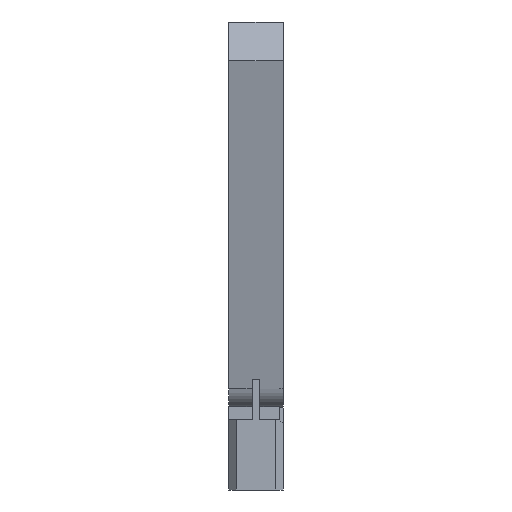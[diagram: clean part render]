
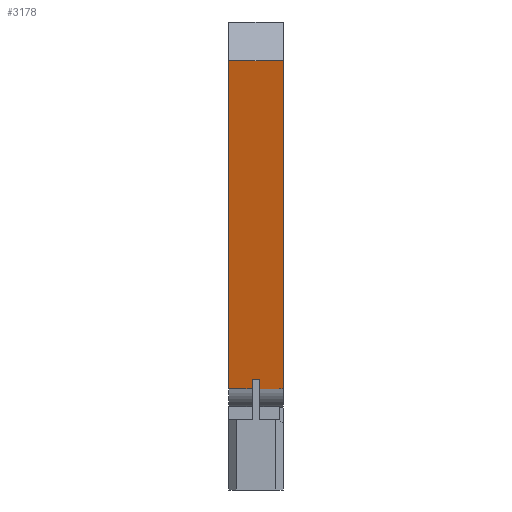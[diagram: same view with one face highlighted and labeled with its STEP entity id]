
A CAD part, left-side view. The second image highlights one B-rep face of the part: STEP entity #3178.
In plain terms, the highlighted planar face has unit normal (-0.975, 0, -0.22).
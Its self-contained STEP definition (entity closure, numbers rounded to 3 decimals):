
#94=CIRCLE('',#3368,3.304);
#95=CIRCLE('',#3369,3.304);
#148=PLANE('',#3367);
#281=FACE_OUTER_BOUND('',#438,.T.);
#438=EDGE_LOOP('',(#2515,#2516,#2517,#2518,#2519,#2520,#2521,#2522,#2523,
#2524,#2525));
#590=LINE('',#4455,#986);
#751=LINE('',#4953,#1147);
#801=LINE('',#5054,#1197);
#802=LINE('',#5056,#1198);
#803=LINE('',#5057,#1199);
#804=LINE('',#5058,#1200);
#805=LINE('',#5062,#1201);
#806=LINE('',#5064,#1202);
#807=LINE('',#5065,#1203);
#986=VECTOR('',#3546,10.);
#1147=VECTOR('',#3793,10.);
#1197=VECTOR('',#3871,10.);
#1198=VECTOR('',#3872,10.);
#1199=VECTOR('',#3873,10.);
#1200=VECTOR('',#3874,10.);
#1201=VECTOR('',#3877,10.);
#1202=VECTOR('',#3878,10.);
#1203=VECTOR('',#3879,10.);
#1415=VERTEX_POINT('',#4452);
#1416=VERTEX_POINT('',#4454);
#1578=VERTEX_POINT('',#4950);
#1579=VERTEX_POINT('',#4952);
#1614=VERTEX_POINT('',#5050);
#1615=VERTEX_POINT('',#5051);
#1616=VERTEX_POINT('',#5053);
#1617=VERTEX_POINT('',#5055);
#1618=VERTEX_POINT('',#5059);
#1619=VERTEX_POINT('',#5061);
#1620=VERTEX_POINT('',#5063);
#1733=EDGE_CURVE('',#1415,#1416,#590,.T.);
#1926=EDGE_CURVE('',#1578,#1579,#751,.T.);
#1978=EDGE_CURVE('',#1614,#1615,#94,.T.);
#1979=EDGE_CURVE('',#1616,#1614,#801,.T.);
#1980=EDGE_CURVE('',#1616,#1617,#802,.T.);
#1981=EDGE_CURVE('',#1579,#1617,#803,.T.);
#1982=EDGE_CURVE('',#1578,#1416,#804,.T.);
#1983=EDGE_CURVE('',#1618,#1415,#95,.T.);
#1984=EDGE_CURVE('',#1619,#1618,#805,.T.);
#1985=EDGE_CURVE('',#1619,#1620,#806,.T.);
#1986=EDGE_CURVE('',#1615,#1620,#807,.T.);
#2515=ORIENTED_EDGE('',*,*,#1978,.F.);
#2516=ORIENTED_EDGE('',*,*,#1979,.F.);
#2517=ORIENTED_EDGE('',*,*,#1980,.T.);
#2518=ORIENTED_EDGE('',*,*,#1981,.F.);
#2519=ORIENTED_EDGE('',*,*,#1926,.F.);
#2520=ORIENTED_EDGE('',*,*,#1982,.T.);
#2521=ORIENTED_EDGE('',*,*,#1733,.F.);
#2522=ORIENTED_EDGE('',*,*,#1983,.F.);
#2523=ORIENTED_EDGE('',*,*,#1984,.F.);
#2524=ORIENTED_EDGE('',*,*,#1985,.T.);
#2525=ORIENTED_EDGE('',*,*,#1986,.F.);
#3178=ADVANCED_FACE('',(#281),#148,.T.);
#3367=AXIS2_PLACEMENT_3D('',#5049,#3867,#3868);
#3368=AXIS2_PLACEMENT_3D('',#5052,#3869,#3870);
#3369=AXIS2_PLACEMENT_3D('',#5060,#3875,#3876);
#3546=DIRECTION('',(0.,1.,0.));
#3793=DIRECTION('',(0.,-1.,0.));
#3867=DIRECTION('center_axis',(-0.975,0.,
-0.22));
#3868=DIRECTION('ref_axis',(0.22,0.,-0.975));
#3869=DIRECTION('center_axis',(0.,1.,0.));
#3870=DIRECTION('ref_axis',(-0.975,0.,-0.22));
#3871=DIRECTION('',(0.,1.,0.));
#3872=DIRECTION('',(0.,-1.,0.));
#3873=DIRECTION('',(0.22,0.,-0.975));
#3874=DIRECTION('',(0.22,0.,-0.975));
#3875=DIRECTION('center_axis',(0.,-1.,0.));
#3876=DIRECTION('ref_axis',(-0.975,0.,-0.22));
#3877=DIRECTION('',(0.22,0.,-0.975));
#3878=DIRECTION('',(0.,-1.,0.));
#3879=DIRECTION('',(-0.22,0.,0.975));
#4452=CARTESIAN_POINT('',(192.889,142.41,76.664));
#4454=CARTESIAN_POINT('',(192.889,145.41,76.665));
#4455=CARTESIAN_POINT('',(192.889,139.41,76.664));
#4950=CARTESIAN_POINT('',(183.396,145.41,118.679));
#4952=CARTESIAN_POINT('',(183.396,138.41,118.679));
#4953=CARTESIAN_POINT('',(183.396,145.41,118.679));
#5049=CARTESIAN_POINT('Origin',(183.396,145.41,118.679));
#5050=CARTESIAN_POINT('',(192.889,141.41,76.664));
#5051=CARTESIAN_POINT('',(192.889,141.41,76.665));
#5052=CARTESIAN_POINT('Origin',(196.112,141.41,77.393));
#5053=CARTESIAN_POINT('',(192.889,138.91,76.665));
#5054=CARTESIAN_POINT('',(192.889,139.41,76.664));
#5055=CARTESIAN_POINT('',(192.889,138.41,76.665));
#5056=CARTESIAN_POINT('',(192.889,145.41,76.665));
#5057=CARTESIAN_POINT('',(183.396,138.41,118.679));
#5058=CARTESIAN_POINT('',(183.396,145.41,118.679));
#5059=CARTESIAN_POINT('',(192.889,142.41,76.665));
#5060=CARTESIAN_POINT('Origin',(196.112,142.41,77.393));
#5061=CARTESIAN_POINT('',(192.612,142.41,77.892));
#5062=CARTESIAN_POINT('',(183.396,142.41,118.679));
#5063=CARTESIAN_POINT('',(192.612,141.41,77.892));
#5064=CARTESIAN_POINT('',(192.612,141.91,77.892));
#5065=CARTESIAN_POINT('',(183.396,141.41,118.679));
